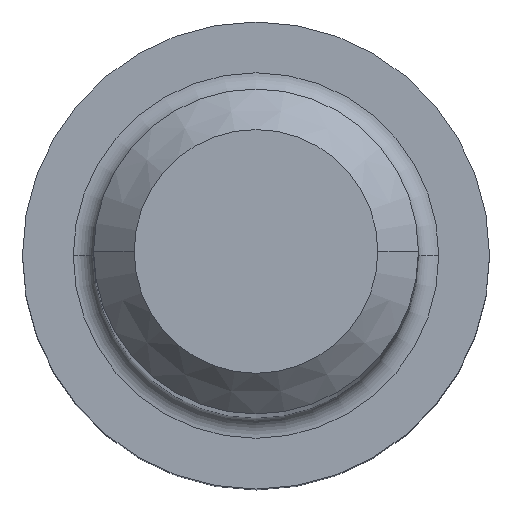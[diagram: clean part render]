
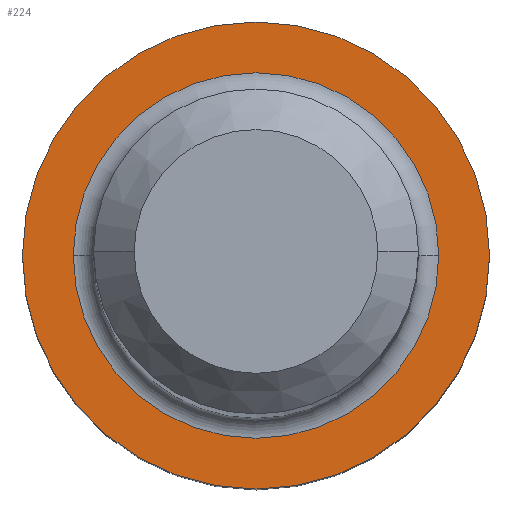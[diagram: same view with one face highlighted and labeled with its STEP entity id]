
A CAD part, top view. The second image highlights one B-rep face of the part: STEP entity #224.
In plain terms, the highlighted planar face has unit normal (0, 0, 1).
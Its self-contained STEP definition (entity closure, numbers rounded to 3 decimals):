
#37=CARTESIAN_POINT('',(0.,0.,3.));
#38=DIRECTION('',(0.,0.,1.));
#39=DIRECTION('',(1.,0.,0.));
#40=AXIS2_PLACEMENT_3D('',#37,#38,#39);
#42=CARTESIAN_POINT('',(0.,0.,3.));
#43=DIRECTION('',(0.,0.,1.));
#44=DIRECTION('',(-1.,0.,0.));
#45=AXIS2_PLACEMENT_3D('',#42,#43,#44);
#47=CARTESIAN_POINT('',(0.,0.,3.));
#48=DIRECTION('',(0.,0.,1.));
#49=DIRECTION('',(-1.,0.,0.));
#50=AXIS2_PLACEMENT_3D('',#47,#48,#49);
#52=CARTESIAN_POINT('',(0.,0.,3.));
#53=DIRECTION('',(0.,0.,1.));
#54=DIRECTION('',(1.,0.,0.));
#55=AXIS2_PLACEMENT_3D('',#52,#53,#54);
#113=CARTESIAN_POINT('',(1.15,0.,3.));
#114=CARTESIAN_POINT('',(-1.15,0.,3.));
#115=VERTEX_POINT('',#113);
#116=VERTEX_POINT('',#114);
#133=CARTESIAN_POINT('',(-0.9,0.,3.));
#134=CARTESIAN_POINT('',(0.9,0.,3.));
#135=VERTEX_POINT('',#133);
#136=VERTEX_POINT('',#134);
#209=CARTESIAN_POINT('',(0.,0.,3.));
#210=DIRECTION('',(0.,0.,1.));
#211=DIRECTION('',(1.,0.,0.));
#212=AXIS2_PLACEMENT_3D('',#209,#210,#211);
#213=PLANE('',#212);
#214=ORIENTED_EDGE('',*,*,#189,.F.);
#215=ORIENTED_EDGE('',*,*,#203,.F.);
#216=EDGE_LOOP('',(#214,#215));
#217=FACE_OUTER_BOUND('',#216,.F.);
#219=ORIENTED_EDGE('',*,*,#218,.T.);
#221=ORIENTED_EDGE('',*,*,#220,.T.);
#222=EDGE_LOOP('',(#219,#221));
#223=FACE_BOUND('',#222,.F.);
#224=ADVANCED_FACE('',(#217,#223),#213,.T.);
#41=CIRCLE('',#40,1.15);
#46=CIRCLE('',#45,1.15);
#51=CIRCLE('',#50,0.9);
#56=CIRCLE('',#55,0.9);
#189=EDGE_CURVE('',#115,#116,#41,.T.);
#203=EDGE_CURVE('',#116,#115,#46,.T.);
#218=EDGE_CURVE('',#135,#136,#51,.T.);
#220=EDGE_CURVE('',#136,#135,#56,.T.);
